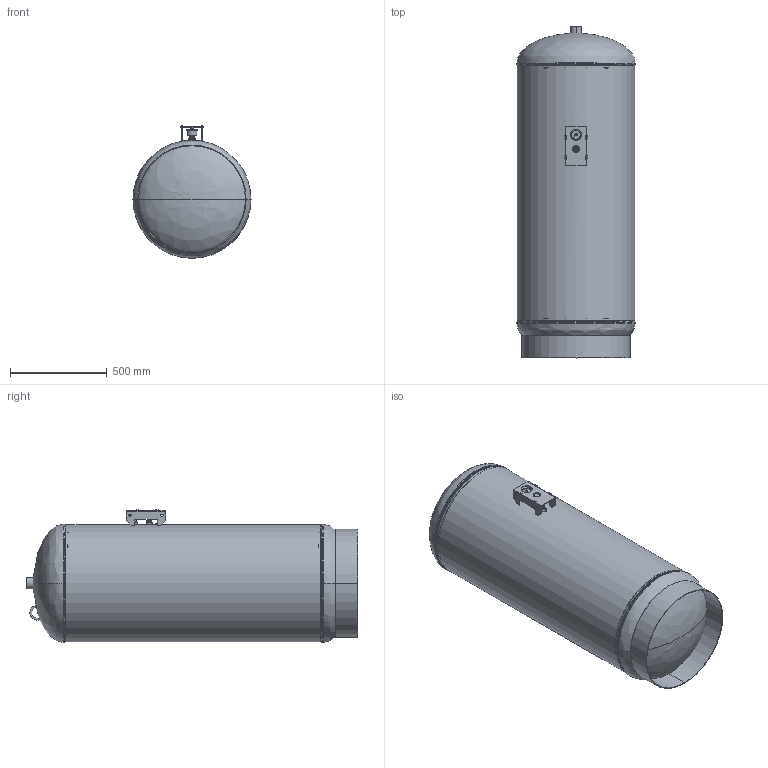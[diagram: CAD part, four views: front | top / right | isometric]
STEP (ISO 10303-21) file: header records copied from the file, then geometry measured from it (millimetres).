
FILE_DESCRIPTION (( 'STEP AP203' ), '1' );
FILE_NAME ('NTA-200.STEP', '2021-03-15T17:11:53', ( '' ), ( '' ), 'SwSTEP 2.0', 'SolidWorks 2021', '' );
FILE_SCHEMA (( 'CONFIG_CONTROL_DESIGN' ));
Length unit declared in the file: inch
Products named in the file (21): 9200140; 9400540; 99M0238; 99K0776; 99K0777; 9500000; 33032055; 99Q0835; 07200310_5081T17; 99H0072_95225A340; 99M0241; 99M0237; NTA-200; 99H0073_91280A714; Couplings_9500326; 9800401_9800400; 9500010; 9800460_03-34; 19B0838; 9500030
Assembly tree (31 placements, depth 3):
  NTA-200
    19B0838
    9200140
    9200140
    9500000
    9500010
    9500030
    Couplings_9500326
    9800460_03-34
    07200310_5081T17
    9800401_9800400
    33032055
      99M0237
      99M0238
      99H0073_91280A714  x6
      99M0241
      99H0072_95225A340  x6
    9400540
    99Q0835
    99K0776  x2
    99K0777
Bounding box: 609.6 x 1713.85 x 684.69 mm (x, y, z)
Volume: 15508623 mm3; surface area: 10364370.9 mm2
Topology: 34 solids, 34 shells, 1675 faces, 3754 edges, 2169 vertices
Faces by surface type: cylinder 682, cone 641, plane 245, torus 88, bspline 15, sphere 4
Full cylindrical faces by diameter (mm): 600.075 x1, 606.425 x1
Entity records: 44579 total; most frequent: CARTESIAN_POINT 21234, DIRECTION 4588, ORIENTED_EDGE 4174, EDGE_CURVE 2087, AXIS2_PLACEMENT_3D 1861, VERTEX_POINT 1243, EDGE_LOOP 1026, CIRCLE 926
